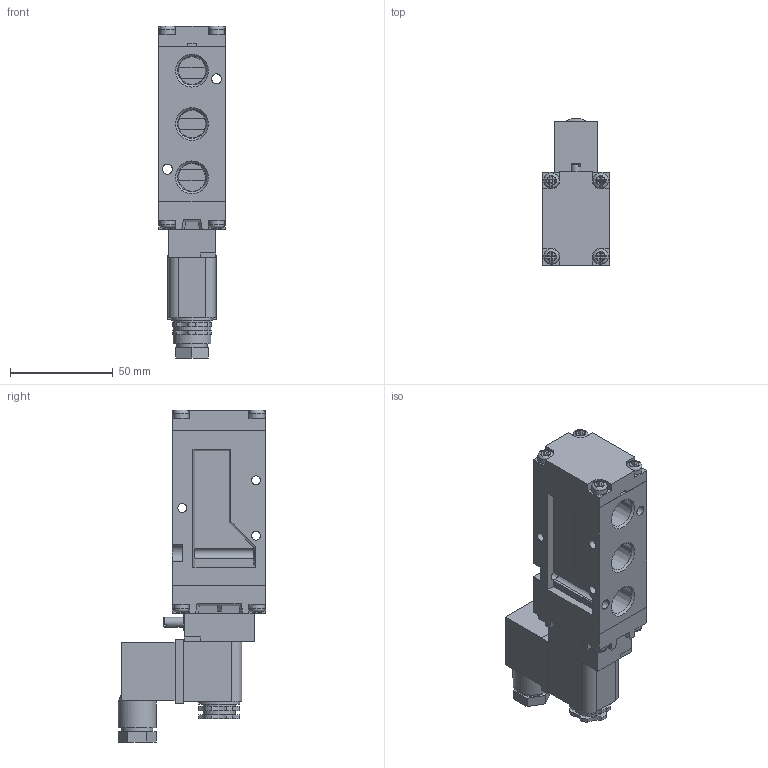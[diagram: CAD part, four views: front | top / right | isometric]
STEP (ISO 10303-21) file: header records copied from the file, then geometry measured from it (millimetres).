
FILE_DESCRIPTION(/* description */ (''),/* implementation_level */ '2;1');
FILE_NAME(/* name */ 'YPC-SF5101-IL.stp',/* time_stamp */ '2017-11-07T11:25:37+01:00',/* author */ (''),/* organization */ (''),/* preprocessor_version */ 'ST-DEVELOPER v15.2',/* originating_system */ 'Autodesk Translator Framework v2.0.0.5431',/* authorisation */ '');
FILE_SCHEMA (('AUTOMOTIVE_DESIGN { 1 0 10303 214 3 1 1 }'));
Length unit declared in the file: centimetre
Products named in the file (1): (Unsaved)
Bounding box: 32.5 x 71.95 x 161.7 mm (x, y, z)
Volume: 175088.4 mm3; surface area: 47729.1 mm2
Topology: 5 solids, 5 shells, 527 faces, 1409 edges, 932 vertices
Faces by surface type: plane 408, cylinder 78, cone 33, torus 8
Full cylindrical faces by diameter (mm): 2 x1, 3 x1, 4.3 x3, 4.8 x1, 4.9 x8, 5 x4, 6.96 x1, 7.5 x8, 7.95 x1, 8.8 x2, 9 x1, 10 x1, 15 x1, 15.5 x2, 18.5 x1, 20 x1
Entity records: 15852 total; most frequent: CARTESIAN_POINT 3128, ORIENTED_EDGE 2608, DIRECTION 2499, EDGE_CURVE 1304, LINE 923, VECTOR 923, VERTEX_POINT 902, AXIS2_PLACEMENT_3D 788
